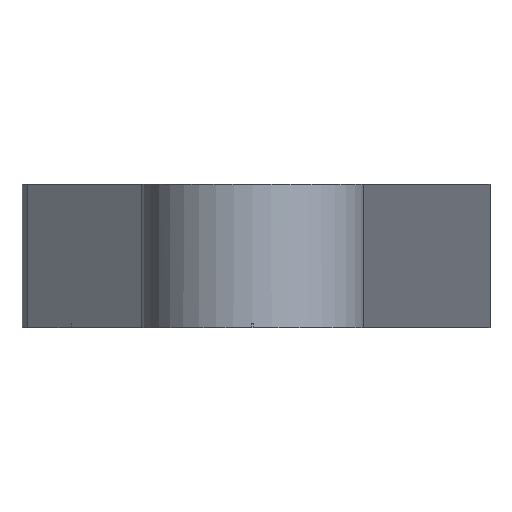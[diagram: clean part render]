
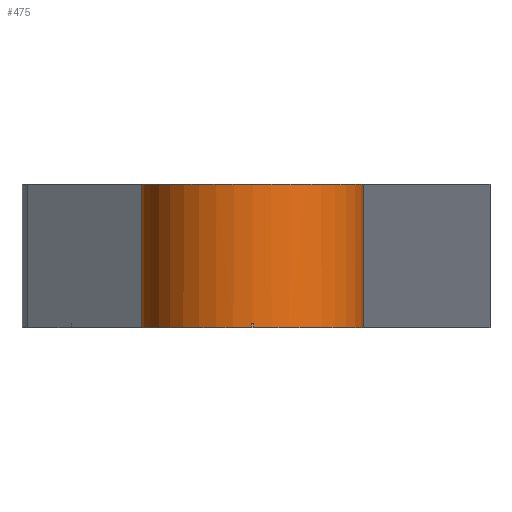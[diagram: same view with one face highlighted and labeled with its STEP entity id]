
A CAD part, front view. The second image highlights one B-rep face of the part: STEP entity #475.
In plain terms, the highlighted cylindrical face has radius 7 mm (diameter 14 mm), a partial arc.
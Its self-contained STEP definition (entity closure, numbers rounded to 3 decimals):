
#22 = VERTEX_POINT('',#23);
#23 = CARTESIAN_POINT('',(-6.981,-0.509,
    0.));
#31 = EDGE_CURVE('',#22,#32,#34,.T.);
#32 = VERTEX_POINT('',#33);
#33 = CARTESIAN_POINT('',(-0.05,-7.,
    0.));
#34 = CIRCLE('',#35,7.);
#35 = AXIS2_PLACEMENT_3D('',#36,#37,#38);
#36 = CARTESIAN_POINT('',(0.,0.,0.));
#37 = DIRECTION('',(0.,0.,1.));
#38 = DIRECTION('',(0.,1.,0.));
#91 = VERTEX_POINT('',#92);
#92 = CARTESIAN_POINT('',(0.05,-7.,
    0.));
#98 = EDGE_CURVE('',#91,#99,#101,.T.);
#99 = VERTEX_POINT('',#100);
#100 = CARTESIAN_POINT('',(6.981,-0.509,
    0.));
#101 = CIRCLE('',#102,7.);
#102 = AXIS2_PLACEMENT_3D('',#103,#104,#105);
#103 = CARTESIAN_POINT('',(0.,0.,0.));
#104 = DIRECTION('',(0.,0.,1.));
#105 = DIRECTION('',(0.,1.,0.));
#425 = EDGE_CURVE('',#22,#426,#428,.T.);
#426 = VERTEX_POINT('',#427);
#427 = CARTESIAN_POINT('',(-6.981,-0.509,9.));
#428 = LINE('',#429,#430);
#429 = CARTESIAN_POINT('',(-6.981,-0.509,
    0.));
#430 = VECTOR('',#431,1.);
#431 = DIRECTION('',(0.,0.,1.));
#475 = ADVANCED_FACE('',(#476),#519,.T.);
#476 = FACE_BOUND('',#477,.F.);
#477 = EDGE_LOOP('',(#478,#479,#480,#489,#495,#496,#504,#513));
#478 = ORIENTED_EDGE('',*,*,#31,.F.);
#479 = ORIENTED_EDGE('',*,*,#425,.T.);
#480 = ORIENTED_EDGE('',*,*,#481,.T.);
#481 = EDGE_CURVE('',#426,#482,#484,.T.);
#482 = VERTEX_POINT('',#483);
#483 = CARTESIAN_POINT('',(6.981,-0.509,9.));
#484 = CIRCLE('',#485,7.);
#485 = AXIS2_PLACEMENT_3D('',#486,#487,#488);
#486 = CARTESIAN_POINT('',(0.,0.,9.));
#487 = DIRECTION('',(0.,0.,1.));
#488 = DIRECTION('',(0.,1.,0.));
#489 = ORIENTED_EDGE('',*,*,#490,.F.);
#490 = EDGE_CURVE('',#99,#482,#491,.T.);
#491 = LINE('',#492,#493);
#492 = CARTESIAN_POINT('',(6.981,-0.509,
    0.));
#493 = VECTOR('',#494,1.);
#494 = DIRECTION('',(0.,0.,1.));
#495 = ORIENTED_EDGE('',*,*,#98,.F.);
#496 = ORIENTED_EDGE('',*,*,#497,.F.);
#497 = EDGE_CURVE('',#498,#91,#500,.T.);
#498 = VERTEX_POINT('',#499);
#499 = CARTESIAN_POINT('',(0.05,-7.,0.25));
#500 = LINE('',#501,#502);
#501 = CARTESIAN_POINT('',(0.05,-7.,0.));
#502 = VECTOR('',#503,1.);
#503 = DIRECTION('',(0.,0.,-1.));
#504 = ORIENTED_EDGE('',*,*,#505,.F.);
#505 = EDGE_CURVE('',#506,#498,#508,.T.);
#506 = VERTEX_POINT('',#507);
#507 = CARTESIAN_POINT('',(-0.05,-7.,0.25));
#508 = CIRCLE('',#509,7.);
#509 = AXIS2_PLACEMENT_3D('',#510,#511,#512);
#510 = CARTESIAN_POINT('',(0.,0.,0.25));
#511 = DIRECTION('',(0.,0.,1.));
#512 = DIRECTION('',(0.,1.,0.));
#513 = ORIENTED_EDGE('',*,*,#514,.T.);
#514 = EDGE_CURVE('',#506,#32,#515,.T.);
#515 = LINE('',#516,#517);
#516 = CARTESIAN_POINT('',(-0.05,-7.,0.));
#517 = VECTOR('',#518,1.);
#518 = DIRECTION('',(0.,0.,-1.));
#519 = CYLINDRICAL_SURFACE('',#520,7.);
#520 = AXIS2_PLACEMENT_3D('',#521,#522,#523);
#521 = CARTESIAN_POINT('',(0.,0.,0.));
#522 = DIRECTION('',(0.,0.,-1.));
#523 = DIRECTION('',(0.,1.,0.));
